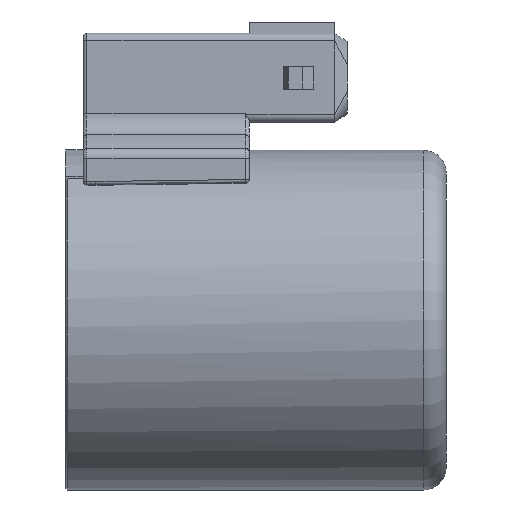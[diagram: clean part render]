
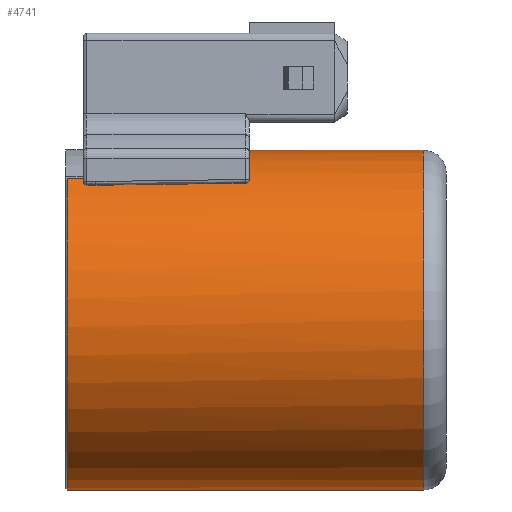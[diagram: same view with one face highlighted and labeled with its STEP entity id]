
A CAD part, left-side view. The second image highlights one B-rep face of the part: STEP entity #4741.
In plain terms, the highlighted cylindrical face has radius 22.5 mm (diameter 45 mm), a partial arc.
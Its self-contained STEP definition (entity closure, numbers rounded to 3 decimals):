
#57 = CARTESIAN_POINT ( 'NONE',  ( -11.343, 34.682, 19.432 ) ) ;
#81 = CARTESIAN_POINT ( 'NONE',  ( -12.201, 35.44, 18.905 ) ) ;
#90 = VERTEX_POINT ( 'NONE', #1897 ) ;
#135 = CARTESIAN_POINT ( 'NONE',  ( 0., 0., -22.5 ) ) ;
#153 = EDGE_CURVE ( 'NONE', #5094, #90, #6554, .T. ) ;
#157 = CARTESIAN_POINT ( 'NONE',  ( -10.5, 34.5, 19.9 ) ) ;
#176 = ORIENTED_EDGE ( 'NONE', *, *, #6252, .F. ) ;
#306 = CARTESIAN_POINT ( 'NONE',  ( -9.145, 34.5, 20.557 ) ) ;
#420 = DIRECTION ( 'NONE',  ( 0., -1., 0. ) ) ;
#497 = CARTESIAN_POINT ( 'NONE',  ( -1.995, 26.542, 22.413 ) ) ;
#536 = DIRECTION ( 'NONE',  ( 0., -1., 0. ) ) ;
#546 = CARTESIAN_POINT ( 'NONE',  ( -7.064, 30.307, 21.364 ) ) ;
#655 = DIRECTION ( 'NONE',  ( 0., -1., 0. ) ) ;
#656 = CARTESIAN_POINT ( 'NONE',  ( -12.425, 35.941, 18.758 ) ) ;
#727 = VECTOR ( 'NONE', #2784, 1000. ) ;
#833 = CARTESIAN_POINT ( 'NONE',  ( -8.151, 33.609, 20.972 ) ) ;
#898 = LINE ( 'NONE', #4950, #4686 ) ;
#983 = ORIENTED_EDGE ( 'NONE', *, *, #2005, .F. ) ;
#996 = CARTESIAN_POINT ( 'NONE',  ( -5.843, 28.742, 21.729 ) ) ;
#1034 = CARTESIAN_POINT ( 'NONE',  ( 0., 3., 0. ) ) ;
#1060 = CARTESIAN_POINT ( 'NONE',  ( -8.151, 33.609, 20.972 ) ) ;
#1061 = CARTESIAN_POINT ( 'NONE',  ( -1.003, 26.346, 22.483 ) ) ;
#1133 = CARTESIAN_POINT ( 'NONE',  ( -11.67, 34.873, 19.238 ) ) ;
#1159 = CARTESIAN_POINT ( 'NONE',  ( -12.382, 35.809, 18.787 ) ) ;
#1516 = CARTESIAN_POINT ( 'NONE',  ( -7.405, 30.969, 21.247 ) ) ;
#1535 = CARTESIAN_POINT ( 'NONE',  ( 0., 26.3, 22.5 ) ) ;
#1557 = CARTESIAN_POINT ( 'NONE',  ( -3.416, 27.029, 22.244 ) ) ;
#1571 = DIRECTION ( 'NONE',  ( 0., 0., -1. ) ) ;
#1656 = ORIENTED_EDGE ( 'NONE', *, *, #5401, .T. ) ;
#1689 = CARTESIAN_POINT ( 'NONE',  ( -10.753, 34.5, 19.766 ) ) ;
#1873 = CIRCLE ( 'NONE', #3122, 22.5 ) ;
#1893 = LINE ( 'NONE', #135, #727 ) ;
#1897 = CARTESIAN_POINT ( 'NONE',  ( -10.5, 34.5, 19.9 ) ) ;
#2000 = B_SPLINE_CURVE_WITH_KNOTS ( 'NONE', 3,
 ( #833, #6571, #3470, #6041, #5514, #6637, #3954, #306 ),
 .UNSPECIFIED., .F., .F.,
 ( 4, 2, 2, 4 ),
 ( 0., 0., 0.001, 0.002 ),
 .UNSPECIFIED. ) ;
#2005 = EDGE_CURVE ( 'NONE', #5483, #5700, #4386, .T. ) ;
#2054 = B_SPLINE_CURVE_WITH_KNOTS ( 'NONE', 3,
 ( #3667, #4147, #1061, #3710, #497, #6341, #4683, #1557, #2083, #2615, #4751, #6846, #996, #2131, #5798, #6269, #546, #1516, #5218, #5735, #6289, #3120, #4236, #4708 ),
 .UNSPECIFIED., .F., .F.,
 ( 4, 2, 2, 2, 2, 2, 2, 2, 2, 2, 2, 4 ),
 ( 0.039, 0.04, 0.041, 0.042, 0.043, 0.045, 0.046, 0.046, 0.048, 0.049, 0.049, 0.051 ),
 .UNSPECIFIED. ) ;
#2083 = CARTESIAN_POINT ( 'NONE',  ( -3.863, 27.25, 22.17 ) ) ;
#2091 = CARTESIAN_POINT ( 'NONE',  ( 0., 0., 0. ) ) ;
#2131 = CARTESIAN_POINT ( 'NONE',  ( -6.181, 29.106, 21.635 ) ) ;
#2194 = ORIENTED_EDGE ( 'NONE', *, *, #153, .T. ) ;
#2204 = VERTEX_POINT ( 'NONE', #2796 ) ;
#2208 = CARTESIAN_POINT ( 'NONE',  ( -12.047, 35.225, 19.004 ) ) ;
#2293 = DIRECTION ( 'NONE',  ( 0., 1., 0. ) ) ;
#2443 = CARTESIAN_POINT ( 'NONE',  ( 0., 34.5, 0. ) ) ;
#2578 = ORIENTED_EDGE ( 'NONE', *, *, #5570, .T. ) ;
#2615 = CARTESIAN_POINT ( 'NONE',  ( -4.719, 27.775, 22.004 ) ) ;
#2623 = DIRECTION ( 'NONE',  ( 0., -1., 0. ) ) ;
#2732 = CARTESIAN_POINT ( 'NONE',  ( -12.484, 36.214, 18.719 ) ) ;
#2738 = CARTESIAN_POINT ( 'NONE',  ( 0., 50.2, 0. ) ) ;
#2784 = DIRECTION ( 'NONE',  ( 0., -1., 0. ) ) ;
#2796 = CARTESIAN_POINT ( 'NONE',  ( -12.5, 50.2, 18.708 ) ) ;
#2907 = VECTOR ( 'NONE', #655, 1000. ) ;
#3120 = CARTESIAN_POINT ( 'NONE',  ( -7.998, 32.621, 21.031 ) ) ;
#3122 = AXIS2_PLACEMENT_3D ( 'NONE', #1034, #536, #1571 ) ;
#3206 = CARTESIAN_POINT ( 'NONE',  ( 0., 50.2, -22.5 ) ) ;
#3265 = CARTESIAN_POINT ( 'NONE',  ( -12.5, 36.356, 18.708 ) ) ;
#3470 = CARTESIAN_POINT ( 'NONE',  ( -8.204, 33.858, 20.951 ) ) ;
#3544 = EDGE_LOOP ( 'NONE', ( #983, #1656, #5736, #2194, #4258, #4911, #2578, #4544, #176 ) ) ;
#3667 = CARTESIAN_POINT ( 'NONE',  ( 0., 26.3, 22.5 ) ) ;
#3710 = CARTESIAN_POINT ( 'NONE',  ( -1.747, 26.484, 22.433 ) ) ;
#3722 = B_SPLINE_CURVE_WITH_KNOTS ( 'NONE', 3,
 ( #157, #1689, #5933, #57, #3775, #1133, #4838, #5352, #2208, #81, #5878, #1159, #656, #2732, #3265, #3796 ),
 .UNSPECIFIED., .F., .F.,
 ( 4, 2, 2, 2, 2, 2, 2, 4 ),
 ( 0., 0.001, 0.001, 0.002, 0.002, 0.003, 0.003, 0.003 ),
 .UNSPECIFIED. ) ;
#3775 = CARTESIAN_POINT ( 'NONE',  ( -11.457, 34.739, 19.365 ) ) ;
#3796 = CARTESIAN_POINT ( 'NONE',  ( -12.5, 36.5, 18.708 ) ) ;
#3914 = CARTESIAN_POINT ( 'NONE',  ( 0., 3., -22.5 ) ) ;
#3954 = CARTESIAN_POINT ( 'NONE',  ( -8.911, 34.5, 20.662 ) ) ;
#4147 = CARTESIAN_POINT ( 'NONE',  ( -0.503, 26.3, 22.5 ) ) ;
#4172 = VERTEX_POINT ( 'NONE', #1060 ) ;
#4178 = VERTEX_POINT ( 'NONE', #3206 ) ;
#4236 = CARTESIAN_POINT ( 'NONE',  ( -8.097, 33.11, 20.993 ) ) ;
#4258 = ORIENTED_EDGE ( 'NONE', *, *, #5740, .T. ) ;
#4266 = DIRECTION ( 'NONE',  ( 0., -1., 0. ) ) ;
#4281 = CYLINDRICAL_SURFACE ( 'NONE', #4618, 22.5 ) ;
#4386 = LINE ( 'NONE', #4790, #2907 ) ;
#4544 = ORIENTED_EDGE ( 'NONE', *, *, #5658, .T. ) ;
#4618 = AXIS2_PLACEMENT_3D ( 'NONE', #2091, #2623, #6763 ) ;
#4683 = CARTESIAN_POINT ( 'NONE',  ( -2.718, 26.759, 22.337 ) ) ;
#4686 = VECTOR ( 'NONE', #2293, 1000. ) ;
#4708 = CARTESIAN_POINT ( 'NONE',  ( -8.151, 33.609, 20.972 ) ) ;
#4741 = ADVANCED_FACE ( 'NONE', ( #5601 ), #4281, .T. ) ;
#4751 = CARTESIAN_POINT ( 'NONE',  ( -5.116, 28.073, 21.914 ) ) ;
#4790 = CARTESIAN_POINT ( 'NONE',  ( 0., 0., 22.5 ) ) ;
#4838 = CARTESIAN_POINT ( 'NONE',  ( -11.77, 34.95, 19.176 ) ) ;
#4911 = ORIENTED_EDGE ( 'NONE', *, *, #5633, .T. ) ;
#4950 = CARTESIAN_POINT ( 'NONE',  ( -12.5, 0., 18.708 ) ) ;
#4985 = VERTEX_POINT ( 'NONE', #3914 ) ;
#5094 = VERTEX_POINT ( 'NONE', #5451 ) ;
#5169 = VERTEX_POINT ( 'NONE', #6577 ) ;
#5186 = DIRECTION ( 'NONE',  ( 0., 0., 1. ) ) ;
#5218 = CARTESIAN_POINT ( 'NONE',  ( -7.509, 31.195, 21.21 ) ) ;
#5352 = CARTESIAN_POINT ( 'NONE',  ( -11.958, 35.125, 19.059 ) ) ;
#5401 = EDGE_CURVE ( 'NONE', #5483, #4172, #2054, .T. ) ;
#5451 = CARTESIAN_POINT ( 'NONE',  ( -9.145, 34.5, 20.557 ) ) ;
#5483 = VERTEX_POINT ( 'NONE', #1535 ) ;
#5514 = CARTESIAN_POINT ( 'NONE',  ( -8.4, 34.178, 20.873 ) ) ;
#5570 = EDGE_CURVE ( 'NONE', #2204, #4178, #5750, .T. ) ;
#5601 = FACE_OUTER_BOUND ( 'NONE', #3544, .T. ) ;
#5633 = EDGE_CURVE ( 'NONE', #5169, #2204, #898, .T. ) ;
#5658 = EDGE_CURVE ( 'NONE', #4178, #4985, #1893, .T. ) ;
#5700 = VERTEX_POINT ( 'NONE', #6394 ) ;
#5735 = CARTESIAN_POINT ( 'NONE',  ( -7.697, 31.661, 21.143 ) ) ;
#5736 = ORIENTED_EDGE ( 'NONE', *, *, #5902, .T. ) ;
#5740 = EDGE_CURVE ( 'NONE', #90, #5169, #3722, .T. ) ;
#5750 = CIRCLE ( 'NONE', #5837, 22.5 ) ;
#5798 = CARTESIAN_POINT ( 'NONE',  ( -6.343, 29.298, 21.588 ) ) ;
#5837 = AXIS2_PLACEMENT_3D ( 'NONE', #2738, #4266, #5916 ) ;
#5878 = CARTESIAN_POINT ( 'NONE',  ( -12.269, 35.557, 18.861 ) ) ;
#5902 = EDGE_CURVE ( 'NONE', #4172, #5094, #2000, .T. ) ;
#5916 = DIRECTION ( 'NONE',  ( 0., 0., -1. ) ) ;
#5933 = CARTESIAN_POINT ( 'NONE',  ( -10.995, 34.546, 19.633 ) ) ;
#6041 = CARTESIAN_POINT ( 'NONE',  ( -8.321, 34.08, 20.905 ) ) ;
#6053 = AXIS2_PLACEMENT_3D ( 'NONE', #2443, #420, #5186 ) ;
#6252 = EDGE_CURVE ( 'NONE', #5700, #4985, #1873, .T. ) ;
#6269 = CARTESIAN_POINT ( 'NONE',  ( -6.799, 29.889, 21.45 ) ) ;
#6289 = CARTESIAN_POINT ( 'NONE',  ( -7.781, 31.9, 21.112 ) ) ;
#6341 = CARTESIAN_POINT ( 'NONE',  ( -2.48, 26.68, 22.364 ) ) ;
#6394 = CARTESIAN_POINT ( 'NONE',  ( 0., 3., 22.5 ) ) ;
#6554 = CIRCLE ( 'NONE', #6053, 22.5 ) ;
#6571 = CARTESIAN_POINT ( 'NONE',  ( -8.165, 33.736, 20.966 ) ) ;
#6577 = CARTESIAN_POINT ( 'NONE',  ( -12.5, 36.5, 18.708 ) ) ;
#6637 = CARTESIAN_POINT ( 'NONE',  ( -8.676, 34.416, 20.761 ) ) ;
#6763 = DIRECTION ( 'NONE',  ( 0., 0., -1. ) ) ;
#6846 = CARTESIAN_POINT ( 'NONE',  ( -5.667, 28.568, 21.775 ) ) ;
